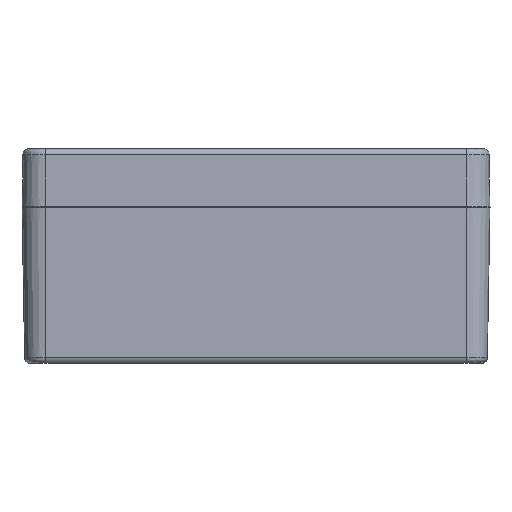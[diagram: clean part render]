
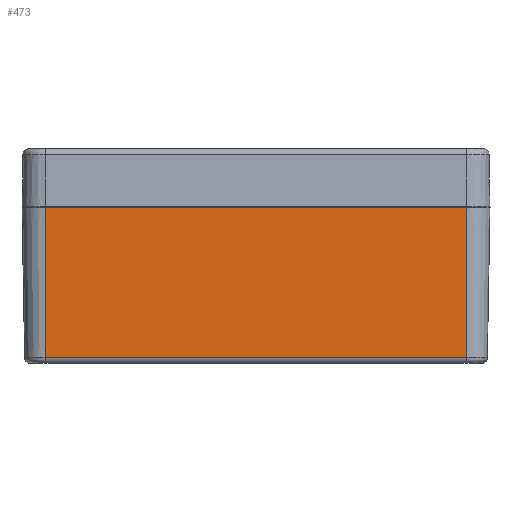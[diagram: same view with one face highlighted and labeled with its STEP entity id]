
A CAD part, left-side view. The second image highlights one B-rep face of the part: STEP entity #473.
In plain terms, the highlighted planar face has unit normal (-1, 0, -0.018).
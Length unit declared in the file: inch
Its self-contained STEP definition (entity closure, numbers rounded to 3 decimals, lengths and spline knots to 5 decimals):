
#473 = ADVANCED_FACE ( 'NONE', ( #75590 ), #34483, .T. ) ;
#1312 = ORIENTED_EDGE ( 'NONE', *, *, #29915, .T. ) ;
#3944 = ORIENTED_EDGE ( 'NONE', *, *, #8523, .F. ) ;
#5757 = VERTEX_POINT ( 'NONE', #93477 ) ;
#7040 = VECTOR ( 'NONE', #51007, 39.37008 ) ;
#7367 = VECTOR ( 'NONE', #74009, 39.37008 ) ;
#8523 = EDGE_CURVE ( 'NONE', #5757, #32277, #12404, .T. ) ;
#12404 = LINE ( 'NONE', #38362, #67076 ) ;
#14269 = ORIENTED_EDGE ( 'NONE', *, *, #69934, .T. ) ;
#19722 = CARTESIAN_POINT ( 'NONE',  ( -2.40157, 2.12598, 0. ) ) ;
#20496 = DIRECTION ( 'NONE',  ( -0.017, 0., 1. ) ) ;
#20966 = DIRECTION ( 'NONE',  ( 0.017, 0., -1. ) ) ;
#24053 = EDGE_LOOP ( 'NONE', ( #65297, #14269, #3944, #1312 ) ) ;
#29915 = EDGE_CURVE ( 'NONE', #5757, #89536, #82838, .T. ) ;
#32277 = VERTEX_POINT ( 'NONE', #88023 ) ;
#34483 = PLANE ( 'NONE',  #66836 ) ;
#38362 = CARTESIAN_POINT ( 'NONE',  ( -2.3751, 1.06299, -1.51678 ) ) ;
#41353 = CARTESIAN_POINT ( 'NONE',  ( -2.40157, 2.12598, 0. ) ) ;
#47106 = VECTOR ( 'NONE', #20966, 39.37008 ) ;
#48834 = DIRECTION ( 'NONE',  ( -1., 0., -0.017 ) ) ;
#51007 = DIRECTION ( 'NONE',  ( -0.017, 0., 1. ) ) ;
#58399 = CARTESIAN_POINT ( 'NONE',  ( -2.40157, 2.12598, 0. ) ) ;
#59474 = VERTEX_POINT ( 'NONE', #69509 ) ;
#60133 = CARTESIAN_POINT ( 'NONE',  ( -2.40157, -2.12598, 0. ) ) ;
#61458 = DIRECTION ( 'NONE',  ( 0., 1., 0. ) ) ;
#65297 = ORIENTED_EDGE ( 'NONE', *, *, #70103, .T. ) ;
#66836 = AXIS2_PLACEMENT_3D ( 'NONE', #41353, #48834, #20496 ) ;
#67076 = VECTOR ( 'NONE', #61458, 39.37008 ) ;
#69509 = CARTESIAN_POINT ( 'NONE',  ( -2.40157, 2.12598, 0. ) ) ;
#69934 = EDGE_CURVE ( 'NONE', #59474, #32277, #72659, .T. ) ;
#70103 = EDGE_CURVE ( 'NONE', #89536, #59474, #71438, .T. ) ;
#71438 = LINE ( 'NONE', #58399, #7367 ) ;
#72659 = LINE ( 'NONE', #19722, #47106 ) ;
#74009 = DIRECTION ( 'NONE',  ( 0., 1., 0. ) ) ;
#75590 = FACE_OUTER_BOUND ( 'NONE', #24053, .T. ) ;
#82838 = LINE ( 'NONE', #60133, #7040 ) ;
#88023 = CARTESIAN_POINT ( 'NONE',  ( -2.3751, 2.12598, -1.51678 ) ) ;
#89536 = VERTEX_POINT ( 'NONE', #95596 ) ;
#93477 = CARTESIAN_POINT ( 'NONE',  ( -2.3751, -2.12598, -1.51678 ) ) ;
#95596 = CARTESIAN_POINT ( 'NONE',  ( -2.40157, -2.12598, 0. ) ) ;
